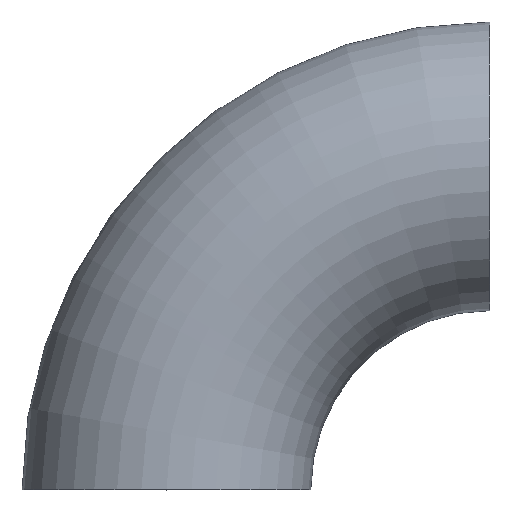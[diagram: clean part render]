
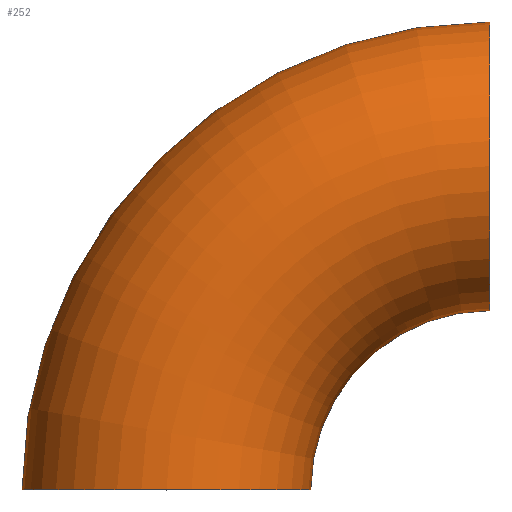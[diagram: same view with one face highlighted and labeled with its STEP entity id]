
A CAD part, top view. The second image highlights one B-rep face of the part: STEP entity #252.
In plain terms, the highlighted toroidal (fillet/blend) face has major radius 47.5 mm and minor radius 21.2 mm.
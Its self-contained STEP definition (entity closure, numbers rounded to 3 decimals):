
#8 = FACE_OUTER_BOUND ( 'NONE', #173, .T. ) ;
#12 = DIRECTION ( 'NONE',  ( 1., 0., 0. ) ) ;
#17 = EDGE_CURVE ( 'NONE', #129, #115, #82, .T. ) ;
#23 = CARTESIAN_POINT ( 'NONE',  ( 47.5, 0., 0. ) ) ;
#31 = CARTESIAN_POINT ( 'NONE',  ( 47.5, 0., 0. ) ) ;
#32 = DIRECTION ( 'NONE',  ( 0., 0., 1. ) ) ;
#41 = DIRECTION ( 'NONE',  ( 0., 1., 0. ) ) ;
#45 = VERTEX_POINT ( 'NONE', #149 ) ;
#51 = AXIS2_PLACEMENT_3D ( 'NONE', #215, #41, #137 ) ;
#52 = CARTESIAN_POINT ( 'NONE',  ( 47.5, 68.7, 0. ) ) ;
#56 = CARTESIAN_POINT ( 'NONE',  ( 47.5, 26.3, 0. ) ) ;
#69 = DIRECTION ( 'NONE',  ( 0., 0., 1. ) ) ;
#75 = AXIS2_PLACEMENT_3D ( 'NONE', #23, #117, #178 ) ;
#77 = ORIENTED_EDGE ( 'NONE', *, *, #85, .F. ) ;
#82 = CIRCLE ( 'NONE', #230, 68.7 ) ;
#85 = EDGE_CURVE ( 'NONE', #129, #157, #106, .T. ) ;
#87 = DIRECTION ( 'NONE',  ( 1., 0., 0. ) ) ;
#92 = DIRECTION ( 'NONE',  ( 0., 0., 1. ) ) ;
#100 = TOROIDAL_SURFACE ( 'NONE', #75, 47.5, 21.2 ) ;
#106 = CIRCLE ( 'NONE', #181, 21.2 ) ;
#108 = CARTESIAN_POINT ( 'NONE',  ( 47.5, 47.5, 0. ) ) ;
#114 = EDGE_CURVE ( 'NONE', #157, #45, #214, .T. ) ;
#115 = VERTEX_POINT ( 'NONE', #174 ) ;
#117 = DIRECTION ( 'NONE',  ( 0., 0., 1. ) ) ;
#129 = VERTEX_POINT ( 'NONE', #52 ) ;
#137 = DIRECTION ( 'NONE',  ( 0., 0., 1. ) ) ;
#147 = ORIENTED_EDGE ( 'NONE', *, *, #244, .T. ) ;
#149 = CARTESIAN_POINT ( 'NONE',  ( 21.2, 0., 0. ) ) ;
#157 = VERTEX_POINT ( 'NONE', #56 ) ;
#163 = ORIENTED_EDGE ( 'NONE', *, *, #114, .F. ) ;
#164 = AXIS2_PLACEMENT_3D ( 'NONE', #191, #92, #228 ) ;
#173 = EDGE_LOOP ( 'NONE', ( #77, #183, #147, #163 ) ) ;
#174 = CARTESIAN_POINT ( 'NONE',  ( -21.2, 0., 0. ) ) ;
#178 = DIRECTION ( 'NONE',  ( 1., 0., 0. ) ) ;
#179 = CIRCLE ( 'NONE', #51, 21.2 ) ;
#181 = AXIS2_PLACEMENT_3D ( 'NONE', #108, #87, #69 ) ;
#183 = ORIENTED_EDGE ( 'NONE', *, *, #17, .T. ) ;
#191 = CARTESIAN_POINT ( 'NONE',  ( 47.5, 0., 0. ) ) ;
#214 = CIRCLE ( 'NONE', #164, 26.3 ) ;
#215 = CARTESIAN_POINT ( 'NONE',  ( 0., 0., 0. ) ) ;
#228 = DIRECTION ( 'NONE',  ( 1., 0., 0. ) ) ;
#230 = AXIS2_PLACEMENT_3D ( 'NONE', #31, #32, #12 ) ;
#244 = EDGE_CURVE ( 'NONE', #115, #45, #179, .T. ) ;
#252 = ADVANCED_FACE ( 'NONE', ( #8 ), #100, .T. ) ;
